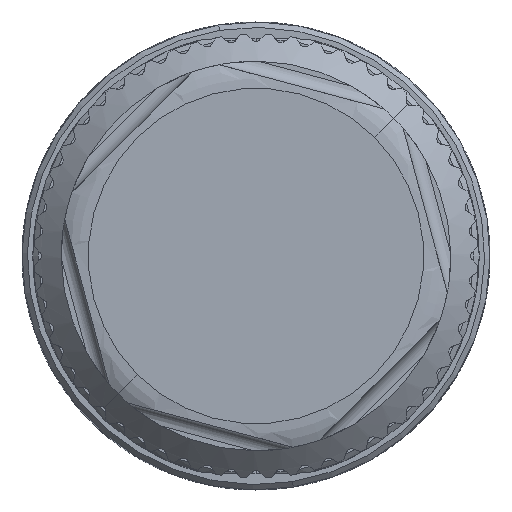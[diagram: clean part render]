
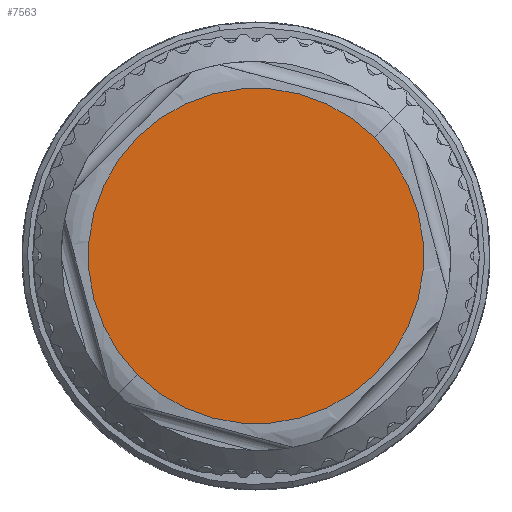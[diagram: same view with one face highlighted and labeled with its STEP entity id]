
A CAD part, left-side view. The second image highlights one B-rep face of the part: STEP entity #7563.
In plain terms, the highlighted planar face has unit normal (-1, 0, 0).
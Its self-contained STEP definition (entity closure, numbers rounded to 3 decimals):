
#1423 = EDGE_CURVE ( 'NONE', #14801, #29626, #33245, .T. ) ;
#4034 = DIRECTION ( 'NONE',  ( 0., 1., 0. ) ) ;
#5594 = ORIENTED_EDGE ( 'NONE', *, *, #14957, .T. ) ;
#7563 = ADVANCED_FACE ( 'NONE', ( #19089 ), #13463, .F. ) ;
#7661 = AXIS2_PLACEMENT_3D ( 'NONE', #12494, #8661, #24056 ) ;
#8661 = DIRECTION ( 'NONE',  ( -1., 0., 0. ) ) ;
#9418 = CIRCLE ( 'NONE', #18426, 6.2 ) ;
#12494 = CARTESIAN_POINT ( 'NONE',  ( -23.142, -2.85, 0.016 ) ) ;
#13463 = PLANE ( 'NONE',  #34289 ) ;
#14801 = VERTEX_POINT ( 'NONE', #25493 ) ;
#14957 = EDGE_CURVE ( 'NONE', #29626, #14801, #9418, .T. ) ;
#17071 = EDGE_LOOP ( 'NONE', ( #5594, #32686 ) ) ;
#18426 = AXIS2_PLACEMENT_3D ( 'NONE', #32117, #38324, #26692 ) ;
#19089 = FACE_OUTER_BOUND ( 'NONE', #17071, .T. ) ;
#19456 = DIRECTION ( 'NONE',  ( 1., 0., 0. ) ) ;
#24056 = DIRECTION ( 'NONE',  ( 0., 0.707, -0.707 ) ) ;
#25493 = CARTESIAN_POINT ( 'NONE',  ( -23.142, -7.234, 4.4 ) ) ;
#26692 = DIRECTION ( 'NONE',  ( 0., 0.707, -0.707 ) ) ;
#29626 = VERTEX_POINT ( 'NONE', #36052 ) ;
#32026 = CARTESIAN_POINT ( 'NONE',  ( -23.142, -6.103, -3.237 ) ) ;
#32117 = CARTESIAN_POINT ( 'NONE',  ( -23.142, -2.85, 0.016 ) ) ;
#32686 = ORIENTED_EDGE ( 'NONE', *, *, #1423, .T. ) ;
#33245 = CIRCLE ( 'NONE', #7661, 6.2 ) ;
#34289 = AXIS2_PLACEMENT_3D ( 'NONE', #32026, #19456, #4034 ) ;
#36052 = CARTESIAN_POINT ( 'NONE',  ( -23.142, 1.534, -4.368 ) ) ;
#38324 = DIRECTION ( 'NONE',  ( -1., 0., 0. ) ) ;
